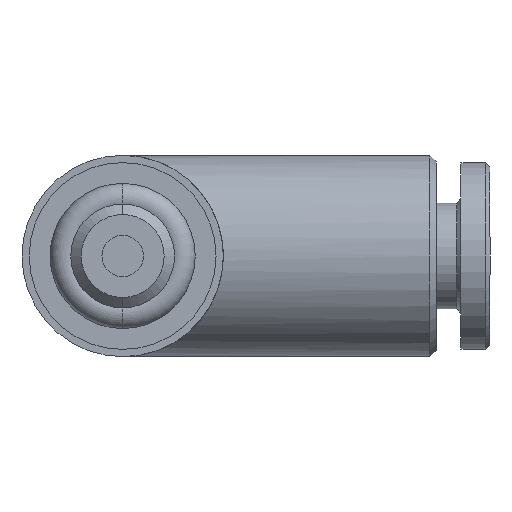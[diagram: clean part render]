
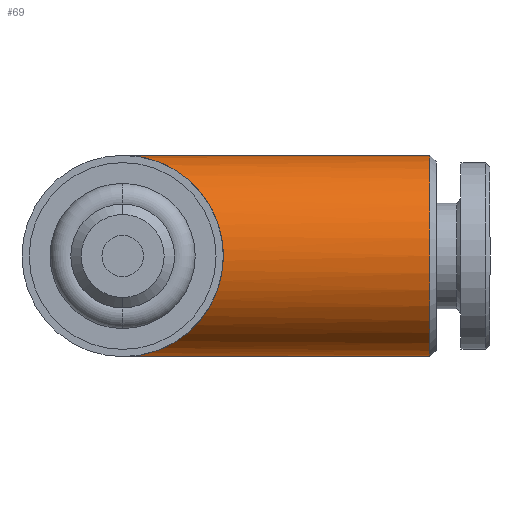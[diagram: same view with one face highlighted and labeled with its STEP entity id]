
A CAD part, front view. The second image highlights one B-rep face of the part: STEP entity #69.
In plain terms, the highlighted cylindrical face has radius 4.85 mm (diameter 9.7 mm), a partial arc.
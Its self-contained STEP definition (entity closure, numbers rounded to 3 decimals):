
#68 = EDGE_LOOP ( 'NONE', ( #150, #156, #155, #158 ) ) ;
#69 = ADVANCED_FACE ( 'NONE', ( #1006 ), #1002, .T. ) ;
#72 = EDGE_CURVE ( 'NONE', #165, #183, #959, .T. ) ;
#127 = VERTEX_POINT ( 'NONE', #1136 ) ;
#137 = VERTEX_POINT ( 'NONE', #1137 ) ;
#143 = EDGE_CURVE ( 'NONE', #127, #137, #1182, .T. ) ;
#150 = ORIENTED_EDGE ( 'NONE', *, *, #184, .F. ) ;
#155 = ORIENTED_EDGE ( 'NONE', *, *, #195, .T. ) ;
#156 = ORIENTED_EDGE ( 'NONE', *, *, #72, .T. ) ;
#158 = ORIENTED_EDGE ( 'NONE', *, *, #143, .T. ) ;
#165 = VERTEX_POINT ( 'NONE', #1240 ) ;
#183 = VERTEX_POINT ( 'NONE', #1270 ) ;
#184 = EDGE_CURVE ( 'NONE', #165, #137, #1226, .T. ) ;
#195 = EDGE_CURVE ( 'NONE', #183, #127, #1210, .T. ) ;
#926 = DIRECTION ( 'NONE',  ( 0., 0., 1. ) ) ;
#927 = DIRECTION ( 'NONE',  ( -1., 0., 0. ) ) ;
#928 = CARTESIAN_POINT ( 'NONE',  ( 14.8, 12., 0. ) ) ;
#958 = AXIS2_PLACEMENT_3D ( 'NONE', #928, #927, #926 ) ;
#959 = CIRCLE ( 'NONE', #958, 4.85 ) ;
#1001 = CARTESIAN_POINT ( 'NONE',  ( -5.577, 12., 0. ) ) ;
#1002 = CYLINDRICAL_SURFACE ( 'NONE', #1028, 4.85 ) ;
#1005 = DIRECTION ( 'NONE',  ( -1., 0., 0. ) ) ;
#1006 = FACE_OUTER_BOUND ( 'NONE', #68, .T. ) ;
#1027 = DIRECTION ( 'NONE',  ( 0., 0., 1. ) ) ;
#1028 = AXIS2_PLACEMENT_3D ( 'NONE', #1001, #1005, #1027 ) ;
#1136 = CARTESIAN_POINT ( 'NONE',  ( 0., 12., 4.85 ) ) ;
#1137 = CARTESIAN_POINT ( 'NONE',  ( 0., 12., -4.85 ) ) ;
#1153 = CARTESIAN_POINT ( 'NONE',  ( 0., 12., 4.85 ) ) ;
#1168 = CARTESIAN_POINT ( 'NONE',  ( 0., 12., -4.85 ) ) ;
#1169 = CARTESIAN_POINT ( 'NONE',  ( 9.7, 2.3, -4.85 ) ) ;
#1170 = CARTESIAN_POINT ( 'NONE',  ( 9.7, 2.3, 4.85 ) ) ;
#1182 =( BOUNDED_CURVE ( )  B_SPLINE_CURVE ( 3, ( #1153, #1170, #1169, #1168 ),
 .UNSPECIFIED., .F., .T. ) 
 B_SPLINE_CURVE_WITH_KNOTS ( ( 4, 4 ),
 ( 4.712, 7.854 ),
 .UNSPECIFIED. ) 
 CURVE ( )  GEOMETRIC_REPRESENTATION_ITEM ( )  RATIONAL_B_SPLINE_CURVE ( ( 1., 0.333, 0.333, 1. ) ) 
 REPRESENTATION_ITEM ( '' )  );
#1200 = DIRECTION ( 'NONE',  ( -1., 0., 0. ) ) ;
#1201 = VECTOR ( 'NONE', #1200, 1000. ) ;
#1202 = CARTESIAN_POINT ( 'NONE',  ( -5.577, 12., -4.85 ) ) ;
#1209 = CARTESIAN_POINT ( 'NONE',  ( -5.577, 12., 4.85 ) ) ;
#1210 = LINE ( 'NONE', #1209, #1281 ) ;
#1226 = LINE ( 'NONE', #1202, #1201 ) ;
#1240 = CARTESIAN_POINT ( 'NONE',  ( 14.8, 12., -4.85 ) ) ;
#1270 = CARTESIAN_POINT ( 'NONE',  ( 14.8, 12., 4.85 ) ) ;
#1280 = DIRECTION ( 'NONE',  ( -1., 0., 0. ) ) ;
#1281 = VECTOR ( 'NONE', #1280, 1000. ) ;
